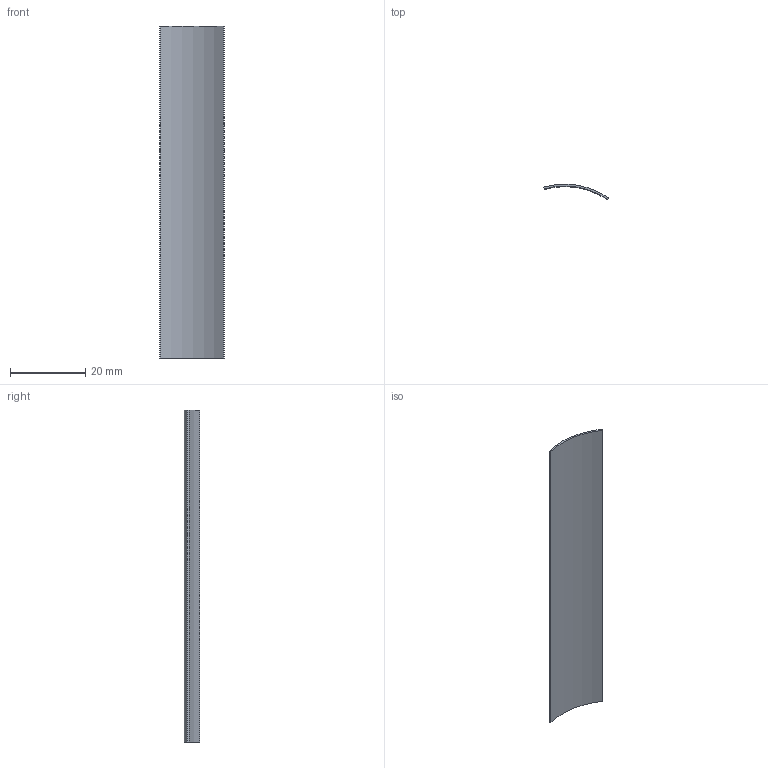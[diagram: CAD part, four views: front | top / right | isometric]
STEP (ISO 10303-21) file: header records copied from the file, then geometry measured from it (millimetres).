
FILE_DESCRIPTION (( 'STEP AP203' ), '1' );
FILE_NAME ('NASA.par_Défaut_sldprt.STEP', '2024-03-20T04:11:09', ( '' ), ( '' ), 'SwSTEP 2.0', 'SolidWorks 2022', '' );
FILE_SCHEMA (( 'CONFIG_CONTROL_DESIGN' ));
Length unit declared in the file: millimetre
Products named in the file (1): NASA.par_Défaut_sldprt
Bounding box: 17.24 x 4.01 x 88.37 mm (x, y, z)
Surface area: 4850.2 mm2 (no closed solid volume)
Topology: 0 solids, 2 shells, 7 faces, 16 edges, 12 vertices
Faces by surface type: plane 4, cylinder 3
Entity records: 280 total; most frequent: DIRECTION 38, CARTESIAN_POINT 36, ORIENTED_EDGE 28, EDGE_CURVE 16, AXIS2_PLACEMENT_3D 14, VERTEX_POINT 12, LINE 10, VECTOR 10
